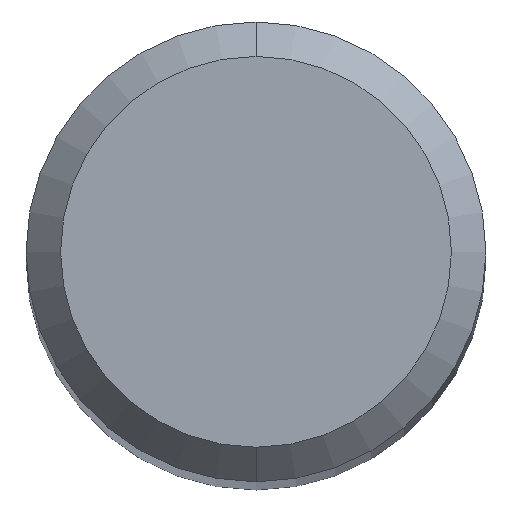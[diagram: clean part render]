
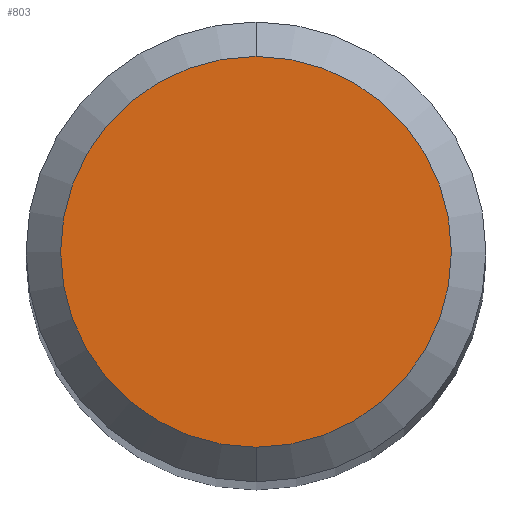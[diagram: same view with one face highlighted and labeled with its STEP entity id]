
A CAD part, top view. The second image highlights one B-rep face of the part: STEP entity #803.
In plain terms, the highlighted planar face has unit normal (0, 0, 1).
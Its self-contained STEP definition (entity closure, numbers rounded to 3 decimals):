
#537=VERTEX_POINT('',#1511);
#565=EDGE_CURVE('',#1253,#537,#1544,.T.);
#803=ADVANCED_FACE('',(#1796),#1797,.T.);
#1201=EDGE_CURVE('',#537,#1253,#2236,.T.);
#1253=VERTEX_POINT('',#2294);
#1511=CARTESIAN_POINT('',(0.,-1.7,0.0));
#1544=CIRCLE('',#2703,1.7);
#1796=FACE_OUTER_BOUND('',#3733,.T.);
#1797=PLANE('',#3734);
#2236=CIRCLE('',#5130,1.7);
#2294=CARTESIAN_POINT('',(0.0,1.7,0.0));
#2703=AXIS2_PLACEMENT_3D('',#6258,#6259,#6260);
#3733=EDGE_LOOP('',(#6462,#6463));
#3734=AXIS2_PLACEMENT_3D('',#6464,#6465,#6466);
#5130=AXIS2_PLACEMENT_3D('',#6931,#6932,#6933);
#6258=CARTESIAN_POINT('',(0.0,0.0,0.0));
#6259=DIRECTION('',(0.0,0.0,-1.0));
#6260=DIRECTION('',(0.0,1.0,0.0));
#6462=ORIENTED_EDGE('',*,*,#565,.F.);
#6463=ORIENTED_EDGE('',*,*,#1201,.F.);
#6464=CARTESIAN_POINT('',(0.0,0.85,0.0));
#6465=DIRECTION('',(-0.0,0.0,1.0));
#6466=DIRECTION('',(0.0,-1.0,0.0));
#6931=CARTESIAN_POINT('',(0.0,0.0,0.0));
#6932=DIRECTION('',(0.0,0.0,-1.0));
#6933=DIRECTION('',(0.0,1.0,0.0));
